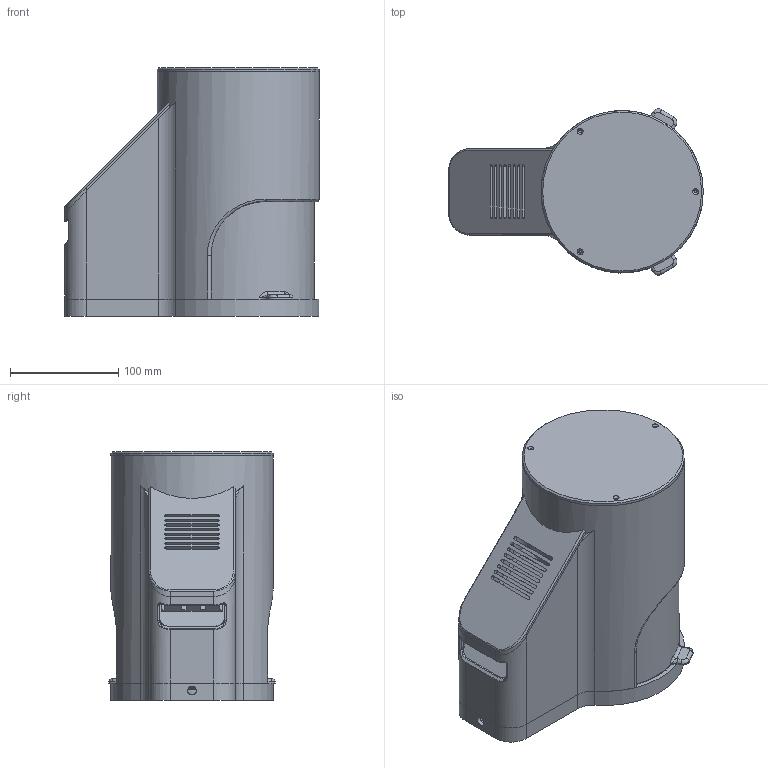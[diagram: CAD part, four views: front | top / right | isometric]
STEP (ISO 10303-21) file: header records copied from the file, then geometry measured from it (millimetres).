
FILE_DESCRIPTION(/* description */ ('STEP AP242','CAx-IF Rec.Pracs.---Representation and Presentation of Product Manufacturing Information (PMI)---4.0---2014-10-13','CAx-IF Rec.Pracs.---3D Tessellated Geometry---0.4---2014-09-14','2;1'),/* implementation_level */ '2;1');
FILE_NAME(/* name */ '677fbdae838ed20edb0fd76e',/* time_stamp */ '2025-01-09T12:14:39Z',/* author */ (''),/* organization */ (''),/* preprocessor_version */ 'ST-DEVELOPER v20',/* originating_system */ 'ONSHAPE BY PTC INC, 1.191',/* authorisation */ ' ');
FILE_SCHEMA (('AP242_MANAGED_MODEL_BASED_3D_ENGINEERING_MIM_LF { 1 0 10303 442 1 1 4 }'));
Length unit declared in the file: metre
Products named in the file (12): bottom; lightguide; cam; Mirror; body; back lid; mirror lid; mirror-holder; rpi; door; led-ring; diffuser
Bounding box: 235.41 x 153.74 x 230 mm (x, y, z)
Volume: 1029183.5 mm3; surface area: 525609 mm2
Topology: 12 solids, 12 shells, 655 faces, 1681 edges, 1084 vertices
Faces by surface type: plane 279, cylinder 274, bspline 41, torus 38, cone 22, sphere 1
Full cylindrical faces by diameter (mm): 2.5 x32, 3 x19, 6 x8, 7 x8, 8 x1, 35 x2, 36 x1, 39 x1, 97.6 x1, 102 x1, 120 x1, 121.6 x1, 122 x1, 125 x1, 130 x1, 141.8 x1, 142 x1, 150 x2
Entity records: 21305 total; most frequent: CARTESIAN_POINT 5202, DIRECTION 3384, ORIENTED_EDGE 3098, EDGE_CURVE 1549, AXIS2_PLACEMENT_3D 1314, VERTEX_POINT 1054, EDGE_LOOP 905, FACE_BOUND 905
